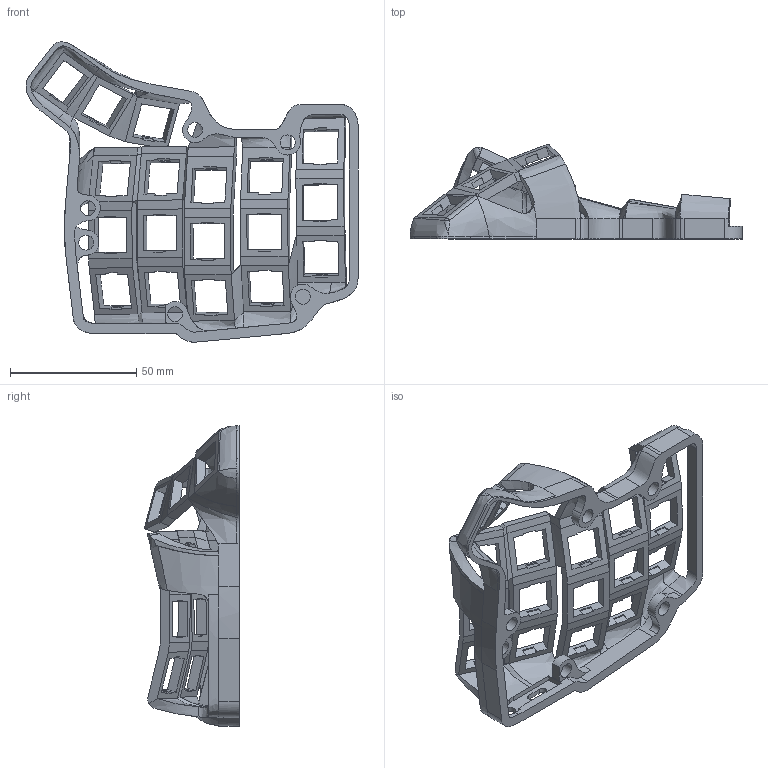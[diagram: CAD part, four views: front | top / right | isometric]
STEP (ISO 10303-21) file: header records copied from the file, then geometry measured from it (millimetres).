
FILE_DESCRIPTION(/* description */ (''),/* implementation_level */ '2;1');
FILE_NAME(/* name */ 'Skeletyl_v3 v7.step',/* time_stamp */ '2021-08-17T11:53:59+02:00',/* author */ (''),/* organization */ (''),/* preprocessor_version */ 'ST-DEVELOPER v18.1',/* originating_system */ 'Autodesk Translation Framework v10.9.0.1377',/* authorisation */ '');
FILE_SCHEMA (('AUTOMOTIVE_DESIGN { 1 0 10303 214 3 1 1 }'));
Length unit declared in the file: millimetre
Products named in the file (1): Skeletyl_v3
Bounding box: 131.27 x 37.26 x 118.84 mm (x, y, z)
Volume: 41105.9 mm3; surface area: 33618.5 mm2
Topology: 1 solids, 1 shells, 539 faces, 1556 edges, 998 vertices
Faces by surface type: plane 350, bspline 171, cylinder 17, sphere 1
Full cylindrical faces by diameter (mm): 4.95 x1, 5.9 x6
Entity records: 23392 total; most frequent: CARTESIAN_POINT 10590, ORIENTED_EDGE 3108, DIRECTION 1922, EDGE_CURVE 1554, LINE 1108, VECTOR 1108, VERTEX_POINT 998, EDGE_LOOP 590
